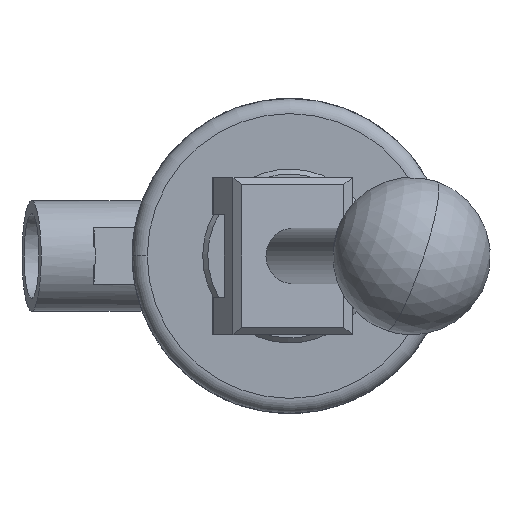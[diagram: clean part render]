
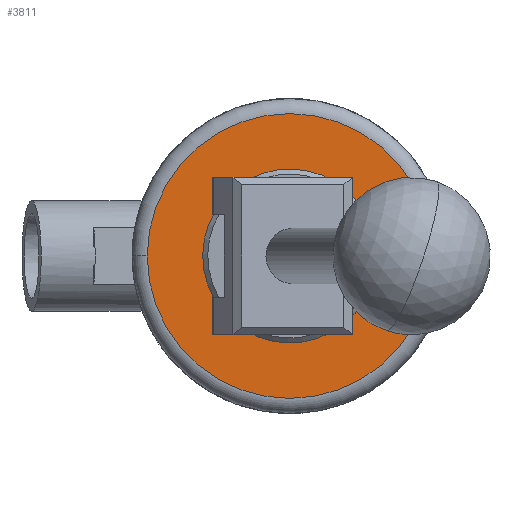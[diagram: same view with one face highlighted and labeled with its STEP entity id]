
A CAD part, front view. The second image highlights one B-rep face of the part: STEP entity #3811.
In plain terms, the highlighted planar face has unit normal (0, -1, 0).
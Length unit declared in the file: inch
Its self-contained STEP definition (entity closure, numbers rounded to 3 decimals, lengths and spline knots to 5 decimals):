
#1454 = VERTEX_POINT ( 'NONE', #13405 ) ;
#1579 = AXIS2_PLACEMENT_3D ( 'NONE', #5149, #10373, #15598 ) ;
#2525 = CIRCLE ( 'NONE', #11325, 1.13 ) ;
#2554 = VERTEX_POINT ( 'NONE', #16561 ) ;
#2705 = EDGE_CURVE ( 'NONE', #1454, #2554, #4058, .T. ) ;
#3503 = DIRECTION ( 'NONE',  ( 1., 0., 0. ) ) ;
#3737 = CARTESIAN_POINT ( 'NONE',  ( 0., 0., 0. ) ) ;
#3811 = ADVANCED_FACE ( 'NONE', ( #12505, #8287 ), #15054, .T. ) ;
#4058 = CIRCLE ( 'NONE', #1579, 0.348 ) ;
#4628 = ORIENTED_EDGE ( 'NONE', *, *, #15511, .T. ) ;
#5149 = CARTESIAN_POINT ( 'NONE',  ( 0., 0., 0. ) ) ;
#5654 = CARTESIAN_POINT ( 'NONE',  ( 0., 0., -0.348 ) ) ;
#5685 = EDGE_CURVE ( 'NONE', #2554, #1454, #15731, .T. ) ;
#5976 = DIRECTION ( 'NONE',  ( 0., -1., 0. ) ) ;
#6003 = ORIENTED_EDGE ( 'NONE', *, *, #2705, .F. ) ;
#6036 = AXIS2_PLACEMENT_3D ( 'NONE', #5654, #5976, #11205 ) ;
#6803 = CARTESIAN_POINT ( 'NONE',  ( -1.13, 0., 0. ) ) ;
#8287 = FACE_BOUND ( 'NONE', #9713, .T. ) ;
#8351 = AXIS2_PLACEMENT_3D ( 'NONE', #3737, #9222, #10350 ) ;
#9108 = ORIENTED_EDGE ( 'NONE', *, *, #9590, .T. ) ;
#9222 = DIRECTION ( 'NONE',  ( 0., -1., 0. ) ) ;
#9590 = EDGE_CURVE ( 'NONE', #13582, #15576, #13744, .T. ) ;
#9713 = EDGE_LOOP ( 'NONE', ( #6003, #16552 ) ) ;
#10222 = CARTESIAN_POINT ( 'NONE',  ( 0., 0., 0. ) ) ;
#10350 = DIRECTION ( 'NONE',  ( 1., 0., 0. ) ) ;
#10373 = DIRECTION ( 'NONE',  ( 0., -1., 0. ) ) ;
#11205 = DIRECTION ( 'NONE',  ( 1., 0., 0. ) ) ;
#11325 = AXIS2_PLACEMENT_3D ( 'NONE', #10222, #15707, #14232 ) ;
#11680 = CARTESIAN_POINT ( 'NONE',  ( 0., 0., 0. ) ) ;
#11975 = EDGE_LOOP ( 'NONE', ( #9108, #4628 ) ) ;
#12505 = FACE_OUTER_BOUND ( 'NONE', #11975, .T. ) ;
#12636 = AXIS2_PLACEMENT_3D ( 'NONE', #11680, #15272, #3503 ) ;
#13405 = CARTESIAN_POINT ( 'NONE',  ( 0.348, 0., 0. ) ) ;
#13582 = VERTEX_POINT ( 'NONE', #16339 ) ;
#13744 = CIRCLE ( 'NONE', #12636, 1.13 ) ;
#14232 = DIRECTION ( 'NONE',  ( 1., 0., 0. ) ) ;
#15054 = PLANE ( 'NONE',  #6036 ) ;
#15272 = DIRECTION ( 'NONE',  ( 0., -1., 0. ) ) ;
#15511 = EDGE_CURVE ( 'NONE', #15576, #13582, #2525, .T. ) ;
#15576 = VERTEX_POINT ( 'NONE', #6803 ) ;
#15598 = DIRECTION ( 'NONE',  ( 1., 0., 0. ) ) ;
#15707 = DIRECTION ( 'NONE',  ( 0., -1., 0. ) ) ;
#15731 = CIRCLE ( 'NONE', #8351, 0.348 ) ;
#16339 = CARTESIAN_POINT ( 'NONE',  ( 1.13, 0., 0. ) ) ;
#16552 = ORIENTED_EDGE ( 'NONE', *, *, #5685, .F. ) ;
#16561 = CARTESIAN_POINT ( 'NONE',  ( -0.348, 0., 0. ) ) ;
